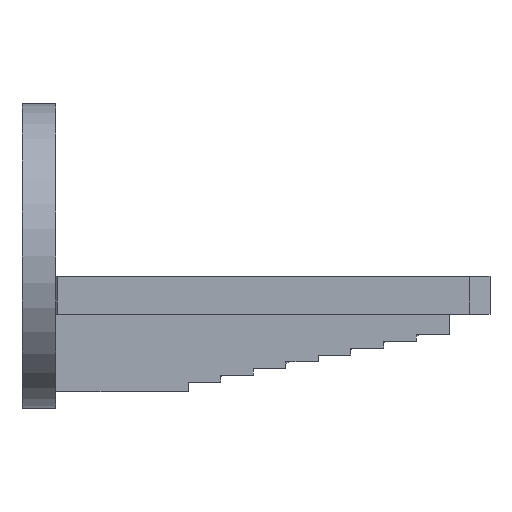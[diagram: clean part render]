
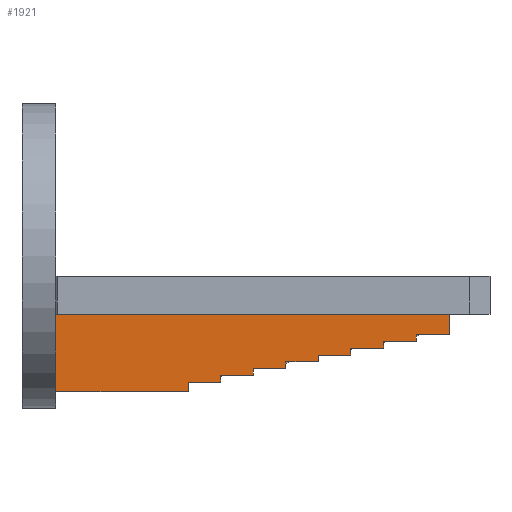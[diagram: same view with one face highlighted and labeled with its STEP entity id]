
A CAD part, left-side view. The second image highlights one B-rep face of the part: STEP entity #1921.
In plain terms, the highlighted planar face has unit normal (-1, 0, 0).
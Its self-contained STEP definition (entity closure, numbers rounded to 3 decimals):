
#325=FACE_OUTER_BOUND('',#6428,.T.);
#1921=ADVANCED_FACE('',(#325),#2357,.T.);
#2357=PLANE('',#17177);
#6428=EDGE_LOOP('',(#9662,#9663,#9664,#9665,#9666,#9667,#9668,#9669,#9670,
#9671,#9672,#9673,#9674,#9675,#9676,#9677,#9678,#9679,#9680,#9681));
#9662=ORIENTED_EDGE('',*,*,#12867,.F.);
#9663=ORIENTED_EDGE('',*,*,#12873,.T.);
#9664=ORIENTED_EDGE('',*,*,#12878,.F.);
#9665=ORIENTED_EDGE('',*,*,#12879,.T.);
#9666=ORIENTED_EDGE('',*,*,#12880,.F.);
#9667=ORIENTED_EDGE('',*,*,#12881,.T.);
#9668=ORIENTED_EDGE('',*,*,#12882,.F.);
#9669=ORIENTED_EDGE('',*,*,#12883,.T.);
#9670=ORIENTED_EDGE('',*,*,#12884,.F.);
#9671=ORIENTED_EDGE('',*,*,#12885,.T.);
#9672=ORIENTED_EDGE('',*,*,#12886,.F.);
#9673=ORIENTED_EDGE('',*,*,#12887,.T.);
#9674=ORIENTED_EDGE('',*,*,#12888,.F.);
#9675=ORIENTED_EDGE('',*,*,#12877,.F.);
#9676=ORIENTED_EDGE('',*,*,#12889,.F.);
#9677=ORIENTED_EDGE('',*,*,#12890,.T.);
#9678=ORIENTED_EDGE('',*,*,#12860,.T.);
#9679=ORIENTED_EDGE('',*,*,#12891,.T.);
#9680=ORIENTED_EDGE('',*,*,#12892,.T.);
#9681=ORIENTED_EDGE('',*,*,#12893,.T.);
#11216=VERTEX_POINT('',#26100);
#11218=VERTEX_POINT('',#26104);
#11225=VERTEX_POINT('',#26119);
#11226=VERTEX_POINT('',#26121);
#11230=VERTEX_POINT('',#26131);
#11232=VERTEX_POINT('',#26136);
#11234=VERTEX_POINT('',#26140);
#11235=VERTEX_POINT('',#26144);
#11236=VERTEX_POINT('',#26146);
#11237=VERTEX_POINT('',#26148);
#11238=VERTEX_POINT('',#26150);
#11239=VERTEX_POINT('',#26152);
#11240=VERTEX_POINT('',#26154);
#11241=VERTEX_POINT('',#26156);
#11242=VERTEX_POINT('',#26158);
#11243=VERTEX_POINT('',#26160);
#11244=VERTEX_POINT('',#26162);
#11245=VERTEX_POINT('',#26165);
#11246=VERTEX_POINT('',#26168);
#11247=VERTEX_POINT('',#26170);
#12860=EDGE_CURVE('',#11216,#11218,#14532,.T.);
#12867=EDGE_CURVE('',#11225,#11226,#14534,.T.);
#12873=EDGE_CURVE('',#11225,#11230,#14539,.T.);
#12877=EDGE_CURVE('',#11234,#11232,#14543,.T.);
#12878=EDGE_CURVE('',#11235,#11230,#14544,.T.);
#12879=EDGE_CURVE('',#11235,#11236,#14545,.T.);
#12880=EDGE_CURVE('',#11237,#11236,#14546,.T.);
#12881=EDGE_CURVE('',#11237,#11238,#14547,.T.);
#12882=EDGE_CURVE('',#11239,#11238,#14548,.T.);
#12883=EDGE_CURVE('',#11239,#11240,#14549,.T.);
#12884=EDGE_CURVE('',#11241,#11240,#14550,.T.);
#12885=EDGE_CURVE('',#11241,#11242,#14551,.T.);
#12886=EDGE_CURVE('',#11243,#11242,#14552,.T.);
#12887=EDGE_CURVE('',#11243,#11244,#14553,.T.);
#12888=EDGE_CURVE('',#11232,#11244,#14554,.T.);
#12889=EDGE_CURVE('',#11245,#11234,#14555,.T.);
#12890=EDGE_CURVE('',#11245,#11216,#14556,.T.);
#12891=EDGE_CURVE('',#11218,#11246,#14557,.T.);
#12892=EDGE_CURVE('',#11246,#11247,#14558,.T.);
#12893=EDGE_CURVE('',#11247,#11226,#14559,.T.);
#14532=LINE('',#26105,#15159);
#14534=LINE('',#26120,#15161);
#14539=LINE('',#26132,#15166);
#14543=LINE('',#26141,#15170);
#14544=LINE('',#26143,#15171);
#14545=LINE('',#26145,#15172);
#14546=LINE('',#26147,#15173);
#14547=LINE('',#26149,#15174);
#14548=LINE('',#26151,#15175);
#14549=LINE('',#26153,#15176);
#14550=LINE('',#26155,#15177);
#14551=LINE('',#26157,#15178);
#14552=LINE('',#26159,#15179);
#14553=LINE('',#26161,#15180);
#14554=LINE('',#26163,#15181);
#14555=LINE('',#26164,#15182);
#14556=LINE('',#26166,#15183);
#14557=LINE('',#26167,#15184);
#14558=LINE('',#26169,#15185);
#14559=LINE('',#26171,#15186);
#15159=VECTOR('',#21704,1.);
#15161=VECTOR('',#21718,1.);
#15166=VECTOR('',#21727,1.);
#15170=VECTOR('',#21733,1.);
#15171=VECTOR('',#21736,1.);
#15172=VECTOR('',#21737,1.);
#15173=VECTOR('',#21738,1.);
#15174=VECTOR('',#21739,1.);
#15175=VECTOR('',#21740,1.);
#15176=VECTOR('',#21741,1.);
#15177=VECTOR('',#21742,1.);
#15178=VECTOR('',#21743,1.);
#15179=VECTOR('',#21744,1.);
#15180=VECTOR('',#21745,1.);
#15181=VECTOR('',#21746,1.);
#15182=VECTOR('',#21747,1.);
#15183=VECTOR('',#21748,1.);
#15184=VECTOR('',#21749,1.);
#15185=VECTOR('',#21750,1.);
#15186=VECTOR('',#21751,1.);
#17177=AXIS2_PLACEMENT_3D('',#26172,#21752,#21753);
#21704=DIRECTION('',(0.,1.,0.));
#21718=DIRECTION('',(0.,1.,0.));
#21727=DIRECTION('',(0.,0.,1.));
#21733=DIRECTION('',(0.,0.,-1.));
#21736=DIRECTION('',(0.,1.,0.));
#21737=DIRECTION('',(0.,0.,1.));
#21738=DIRECTION('',(0.,1.,0.));
#21739=DIRECTION('',(0.,0.,1.));
#21740=DIRECTION('',(0.,1.,0.));
#21741=DIRECTION('',(0.,0.,1.));
#21742=DIRECTION('',(0.,1.,0.));
#21743=DIRECTION('',(0.,0.,1.));
#21744=DIRECTION('',(0.,1.,0.));
#21745=DIRECTION('',(0.,0.,1.));
#21746=DIRECTION('',(0.,1.,0.));
#21747=DIRECTION('',(0.,1.,0.));
#21748=DIRECTION('',(0.,0.,1.));
#21749=DIRECTION('',(0.,0.,-1.));
#21750=DIRECTION('',(0.,-1.,0.));
#21751=DIRECTION('',(0.,0.,1.));
#21752=DIRECTION('',(-1.,0.,0.));
#21753=DIRECTION('',(0.,0.,1.));
#26100=CARTESIAN_POINT('',(-308.,-688.,-43.));
#26104=CARTESIAN_POINT('',(-308.,-398.,-43.));
#26105=CARTESIAN_POINT('',(-308.,-509.,-43.));
#26119=CARTESIAN_POINT('',(-308.,-519.5,-93.));
#26120=CARTESIAN_POINT('',(-308.,-509.,-93.));
#26121=CARTESIAN_POINT('',(-308.,-495.5,-93.));
#26131=CARTESIAN_POINT('',(-308.,-519.5,-88.));
#26132=CARTESIAN_POINT('',(-308.,-519.5,-124.));
#26136=CARTESIAN_POINT('',(-308.,-663.5,-63.));
#26140=CARTESIAN_POINT('',(-308.,-663.5,-58.));
#26141=CARTESIAN_POINT('',(-308.,-663.5,-75.));
#26143=CARTESIAN_POINT('',(-308.,-531.75,-88.));
#26144=CARTESIAN_POINT('',(-308.,-543.5,-88.));
#26145=CARTESIAN_POINT('',(-308.,-543.5,-119.));
#26146=CARTESIAN_POINT('',(-308.,-543.5,-83.));
#26147=CARTESIAN_POINT('',(-308.,-555.75,-83.));
#26148=CARTESIAN_POINT('',(-308.,-567.5,-83.));
#26149=CARTESIAN_POINT('',(-308.,-567.5,-114.));
#26150=CARTESIAN_POINT('',(-308.,-567.5,-78.));
#26151=CARTESIAN_POINT('',(-308.,-579.75,-78.));
#26152=CARTESIAN_POINT('',(-308.,-591.5,-78.));
#26153=CARTESIAN_POINT('',(-308.,-591.5,-109.));
#26154=CARTESIAN_POINT('',(-308.,-591.5,-73.));
#26155=CARTESIAN_POINT('',(-308.,-603.75,-73.));
#26156=CARTESIAN_POINT('',(-308.,-615.5,-73.));
#26157=CARTESIAN_POINT('',(-308.,-615.5,-104.));
#26158=CARTESIAN_POINT('',(-308.,-615.5,-68.));
#26159=CARTESIAN_POINT('',(-308.,-627.75,-68.));
#26160=CARTESIAN_POINT('',(-308.,-639.5,-68.));
#26161=CARTESIAN_POINT('',(-308.,-639.5,-99.));
#26162=CARTESIAN_POINT('',(-308.,-639.5,-63.));
#26163=CARTESIAN_POINT('',(-308.,-651.75,-63.));
#26164=CARTESIAN_POINT('',(-308.,-509.,-58.));
#26165=CARTESIAN_POINT('',(-308.,-688.,-58.));
#26166=CARTESIAN_POINT('',(-308.,-688.,-81.));
#26167=CARTESIAN_POINT('',(-308.,-398.,-35.));
#26168=CARTESIAN_POINT('',(-308.,-398.,-100.));
#26169=CARTESIAN_POINT('',(-308.,-251.,-100.));
#26170=CARTESIAN_POINT('',(-308.,-495.5,-100.));
#26171=CARTESIAN_POINT('',(-308.,-495.5,-100.));
#26172=CARTESIAN_POINT('',(-308.,-509.,-81.));
